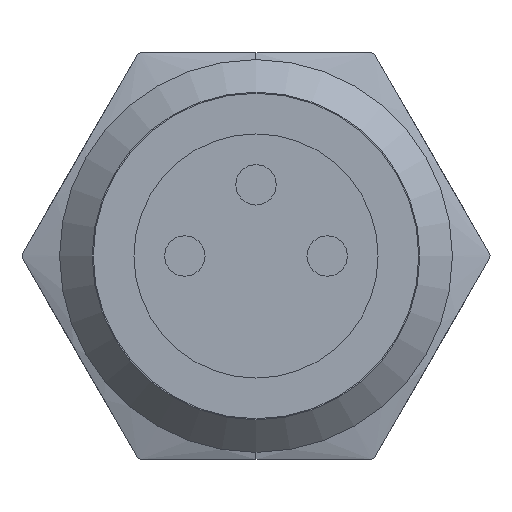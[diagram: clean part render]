
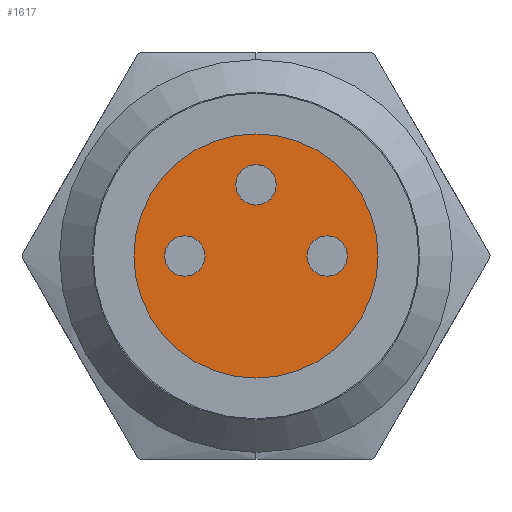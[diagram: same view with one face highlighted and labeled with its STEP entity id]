
A CAD part, front view. The second image highlights one B-rep face of the part: STEP entity #1617.
In plain terms, the highlighted planar face has unit normal (0, -1, 0).
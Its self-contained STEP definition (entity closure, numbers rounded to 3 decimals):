
#380=PLANE('',#1750);
#487=VERTEX_POINT('',#2003);
#488=VERTEX_POINT('',#2005);
#498=VERTEX_POINT('',#2035);
#499=VERTEX_POINT('',#2036);
#504=VERTEX_POINT('',#2047);
#505=VERTEX_POINT('',#2049);
#508=VERTEX_POINT('',#2056);
#509=VERTEX_POINT('',#2058);
#622=CIRCLE('',#1721,3.);
#628=CIRCLE('',#1729,0.5);
#631=CIRCLE('',#1733,0.5);
#633=CIRCLE('',#1736,0.5);
#637=CIRCLE('',#1751,0.5);
#638=CIRCLE('',#1752,0.5);
#639=CIRCLE('',#1753,0.5);
#640=CIRCLE('',#1754,3.);
#754=EDGE_CURVE('',#487,#488,#622,.T.);
#766=EDGE_CURVE('',#498,#499,#628,.T.);
#772=EDGE_CURVE('',#505,#504,#631,.T.);
#776=EDGE_CURVE('',#509,#508,#633,.T.);
#792=EDGE_CURVE('',#508,#509,#637,.T.);
#793=EDGE_CURVE('',#504,#505,#638,.T.);
#794=EDGE_CURVE('',#499,#498,#639,.T.);
#795=EDGE_CURVE('',#488,#487,#640,.T.);
#1057=ORIENTED_EDGE('',*,*,#792,.T.);
#1058=ORIENTED_EDGE('',*,*,#776,.T.);
#1059=ORIENTED_EDGE('',*,*,#772,.T.);
#1060=ORIENTED_EDGE('',*,*,#793,.T.);
#1061=ORIENTED_EDGE('',*,*,#766,.T.);
#1062=ORIENTED_EDGE('',*,*,#794,.T.);
#1063=ORIENTED_EDGE('',*,*,#795,.F.);
#1064=ORIENTED_EDGE('',*,*,#754,.F.);
#1402=EDGE_LOOP('',(#1057,#1058));
#1403=EDGE_LOOP('',(#1059,#1060));
#1404=EDGE_LOOP('',(#1061,#1062));
#1405=EDGE_LOOP('',(#1063,#1064));
#1513=FACE_BOUND('',#1402,.T.);
#1514=FACE_BOUND('',#1403,.T.);
#1515=FACE_BOUND('',#1404,.T.);
#1516=FACE_BOUND('',#1405,.T.);
#1617=ADVANCED_FACE('',(#1513,#1514,#1515,#1516),#380,.T.);
#1721=AXIS2_PLACEMENT_3D('',#2004,#2458,#2459);
#1729=AXIS2_PLACEMENT_3D('',#2034,#2477,#2478);
#1733=AXIS2_PLACEMENT_3D('',#2048,#2488,#2489);
#1736=AXIS2_PLACEMENT_3D('',#2057,#2496,#2497);
#1750=AXIS2_PLACEMENT_3D('',#2094,#2528,$);
#1751=AXIS2_PLACEMENT_3D('',#2095,#2529,#2530);
#1752=AXIS2_PLACEMENT_3D('',#2096,#2531,#2532);
#1753=AXIS2_PLACEMENT_3D('',#2097,#2533,#2534);
#1754=AXIS2_PLACEMENT_3D('',#2098,#2535,#2536);
#2003=CARTESIAN_POINT('',(0.,-15.2,3.));
#2004=CARTESIAN_POINT('',(0.,-15.2,0.));
#2005=CARTESIAN_POINT('',(0.,-15.2,-3.));
#2034=CARTESIAN_POINT('',(0.,-15.2,1.75));
#2035=CARTESIAN_POINT('',(0.5,-15.2,1.75));
#2036=CARTESIAN_POINT('',(-0.5,-15.2,1.75));
#2047=CARTESIAN_POINT('',(-1.25,-15.2,0.));
#2048=CARTESIAN_POINT('',(-1.75,-15.2,0.));
#2049=CARTESIAN_POINT('',(-2.25,-15.2,0.));
#2056=CARTESIAN_POINT('',(2.25,-15.2,0.));
#2057=CARTESIAN_POINT('',(1.75,-15.2,0.));
#2058=CARTESIAN_POINT('',(1.25,-15.2,0.));
#2094=CARTESIAN_POINT('',(0.,-15.2,1.5));
#2095=CARTESIAN_POINT('',(1.75,-15.2,0.));
#2096=CARTESIAN_POINT('',(-1.75,-15.2,0.));
#2097=CARTESIAN_POINT('',(0.,-15.2,1.75));
#2098=CARTESIAN_POINT('',(0.,-15.2,0.));
#2458=DIRECTION('',(0.,1.,0.));
#2459=DIRECTION('',(0.,0.,3.));
#2477=DIRECTION('',(0.,1.,0.));
#2478=DIRECTION('',(0.5,0.,0.));
#2488=DIRECTION('',(0.,1.,0.));
#2489=DIRECTION('',(0.5,0.,0.));
#2496=DIRECTION('',(0.,1.,0.));
#2497=DIRECTION('',(0.5,0.,0.));
#2528=DIRECTION('',(0.,-1.,0.));
#2529=DIRECTION('',(0.,1.,0.));
#2530=DIRECTION('',(0.5,0.,0.));
#2531=DIRECTION('',(0.,1.,0.));
#2532=DIRECTION('',(0.5,0.,0.));
#2533=DIRECTION('',(0.,1.,0.));
#2534=DIRECTION('',(0.5,0.,0.));
#2535=DIRECTION('',(0.,1.,0.));
#2536=DIRECTION('',(0.,0.,3.));
